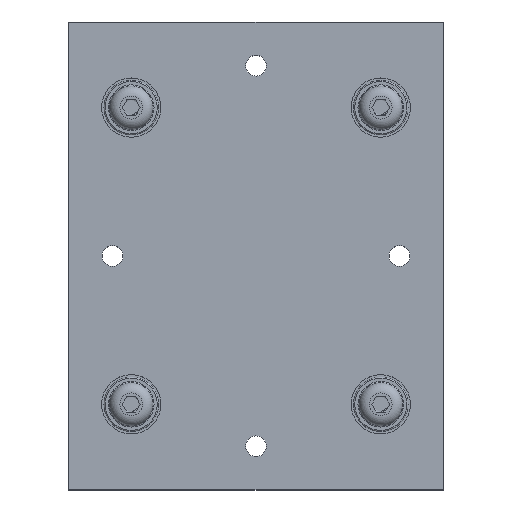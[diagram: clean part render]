
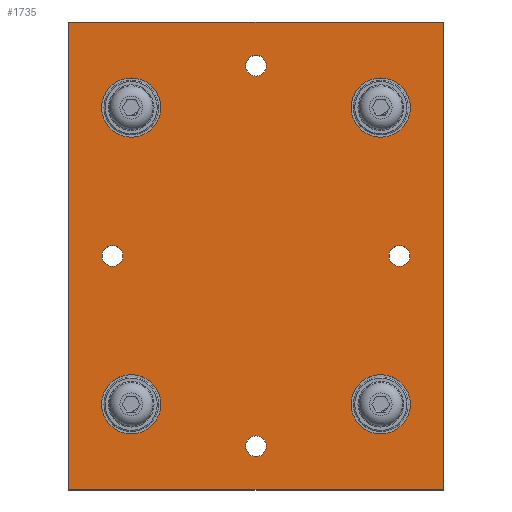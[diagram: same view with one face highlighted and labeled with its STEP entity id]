
A CAD part, top view. The second image highlights one B-rep face of the part: STEP entity #1735.
In plain terms, the highlighted planar face has unit normal (0, 0, 1).
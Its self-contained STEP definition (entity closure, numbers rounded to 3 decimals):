
#174=FACE_BOUND('',#400,.T.);
#175=FACE_BOUND('',#401,.T.);
#176=FACE_BOUND('',#402,.T.);
#177=FACE_BOUND('',#403,.T.);
#178=FACE_BOUND('',#404,.T.);
#179=FACE_BOUND('',#405,.T.);
#180=FACE_BOUND('',#406,.T.);
#181=FACE_BOUND('',#407,.T.);
#208=PLANE('',#1981);
#273=FACE_OUTER_BOUND('',#399,.T.);
#399=EDGE_LOOP('',(#1295,#1296,#1297,#1298));
#400=EDGE_LOOP('',(#1299));
#401=EDGE_LOOP('',(#1300));
#402=EDGE_LOOP('',(#1301));
#403=EDGE_LOOP('',(#1302));
#404=EDGE_LOOP('',(#1303));
#405=EDGE_LOOP('',(#1304));
#406=EDGE_LOOP('',(#1305));
#407=EDGE_LOOP('',(#1306));
#534=LINE('',#2857,#631);
#536=LINE('',#2861,#633);
#538=LINE('',#2865,#635);
#540=LINE('',#2868,#637);
#631=VECTOR('',#2284,10.);
#633=VECTOR('',#2288,10.);
#635=VECTOR('',#2292,10.);
#637=VECTOR('',#2296,10.);
#711=CIRCLE('',#1937,3.324);
#713=CIRCLE('',#1940,3.324);
#715=CIRCLE('',#1943,3.324);
#717=CIRCLE('',#1946,3.324);
#721=CIRCLE('',#1952,9.5);
#725=CIRCLE('',#1959,9.5);
#729=CIRCLE('',#1966,9.5);
#733=CIRCLE('',#1973,9.5);
#827=VERTEX_POINT('',#2769);
#829=VERTEX_POINT('',#2775);
#831=VERTEX_POINT('',#2781);
#833=VERTEX_POINT('',#2787);
#837=VERTEX_POINT('',#2798);
#841=VERTEX_POINT('',#2811);
#845=VERTEX_POINT('',#2824);
#849=VERTEX_POINT('',#2837);
#855=VERTEX_POINT('',#2854);
#856=VERTEX_POINT('',#2856);
#857=VERTEX_POINT('',#2860);
#858=VERTEX_POINT('',#2864);
#975=EDGE_CURVE('',#827,#827,#711,.T.);
#978=EDGE_CURVE('',#829,#829,#713,.T.);
#981=EDGE_CURVE('',#831,#831,#715,.T.);
#984=EDGE_CURVE('',#833,#833,#717,.T.);
#989=EDGE_CURVE('',#837,#837,#721,.T.);
#995=EDGE_CURVE('',#841,#841,#725,.T.);
#1001=EDGE_CURVE('',#845,#845,#729,.T.);
#1007=EDGE_CURVE('',#849,#849,#733,.T.);
#1016=EDGE_CURVE('',#856,#855,#534,.T.);
#1018=EDGE_CURVE('',#857,#856,#536,.T.);
#1020=EDGE_CURVE('',#858,#857,#538,.T.);
#1022=EDGE_CURVE('',#855,#858,#540,.T.);
#1295=ORIENTED_EDGE('',*,*,#1022,.T.);
#1296=ORIENTED_EDGE('',*,*,#1020,.T.);
#1297=ORIENTED_EDGE('',*,*,#1018,.T.);
#1298=ORIENTED_EDGE('',*,*,#1016,.T.);
#1299=ORIENTED_EDGE('',*,*,#975,.T.);
#1300=ORIENTED_EDGE('',*,*,#978,.T.);
#1301=ORIENTED_EDGE('',*,*,#981,.T.);
#1302=ORIENTED_EDGE('',*,*,#984,.T.);
#1303=ORIENTED_EDGE('',*,*,#989,.T.);
#1304=ORIENTED_EDGE('',*,*,#995,.T.);
#1305=ORIENTED_EDGE('',*,*,#1001,.T.);
#1306=ORIENTED_EDGE('',*,*,#1007,.T.);
#1735=ADVANCED_FACE('',(#273,#174,#175,#176,#177,#178,#179,#180,#181),#208,
 .T.);
#1937=AXIS2_PLACEMENT_3D('',#2770,#2185,#2186);
#1940=AXIS2_PLACEMENT_3D('',#2776,#2192,#2193);
#1943=AXIS2_PLACEMENT_3D('',#2782,#2199,#2200);
#1946=AXIS2_PLACEMENT_3D('',#2788,#2206,#2207);
#1952=AXIS2_PLACEMENT_3D('',#2799,#2219,#2220);
#1959=AXIS2_PLACEMENT_3D('',#2812,#2235,#2236);
#1966=AXIS2_PLACEMENT_3D('',#2825,#2251,#2252);
#1973=AXIS2_PLACEMENT_3D('',#2838,#2267,#2268);
#1981=AXIS2_PLACEMENT_3D('',#2869,#2297,#2298);
#2185=DIRECTION('center_axis',(0.,0.,-1.));
#2186=DIRECTION('ref_axis',(1.,0.,0.));
#2192=DIRECTION('center_axis',(0.,0.,-1.));
#2193=DIRECTION('ref_axis',(1.,0.,0.));
#2199=DIRECTION('center_axis',(0.,0.,-1.));
#2200=DIRECTION('ref_axis',(1.,0.,0.));
#2206=DIRECTION('center_axis',(0.,0.,-1.));
#2207=DIRECTION('ref_axis',(1.,0.,0.));
#2219=DIRECTION('center_axis',(0.,0.,-1.));
#2220=DIRECTION('ref_axis',(1.,0.,0.));
#2235=DIRECTION('center_axis',(0.,0.,-1.));
#2236=DIRECTION('ref_axis',(1.,0.,0.));
#2251=DIRECTION('center_axis',(0.,0.,-1.));
#2252=DIRECTION('ref_axis',(1.,0.,0.));
#2267=DIRECTION('center_axis',(0.,0.,-1.));
#2268=DIRECTION('ref_axis',(1.,0.,0.));
#2284=DIRECTION('',(0.,-1.,0.));
#2288=DIRECTION('',(-1.,0.,0.));
#2292=DIRECTION('',(0.,1.,0.));
#2296=DIRECTION('',(1.,0.,0.));
#2297=DIRECTION('center_axis',(0.,0.,1.));
#2298=DIRECTION('ref_axis',(1.,0.,0.));
#2769=CARTESIAN_POINT('',(42.677,0.,8.275));
#2770=CARTESIAN_POINT('Origin',(46.,0.,8.275));
#2775=CARTESIAN_POINT('',(-49.324,0.,8.275));
#2776=CARTESIAN_POINT('Origin',(-46.,0.,8.275));
#2781=CARTESIAN_POINT('',(-3.324,-61.,8.275));
#2782=CARTESIAN_POINT('Origin',(0.,-61.,8.275));
#2787=CARTESIAN_POINT('',(-3.324,61.,8.275));
#2788=CARTESIAN_POINT('Origin',(0.,61.,8.275));
#2798=CARTESIAN_POINT('',(30.5,47.55,8.275));
#2799=CARTESIAN_POINT('Origin',(40.,47.55,8.275));
#2811=CARTESIAN_POINT('',(-49.5,-47.55,8.275));
#2812=CARTESIAN_POINT('Origin',(-40.,-47.55,8.275));
#2824=CARTESIAN_POINT('',(-49.5,47.55,8.275));
#2825=CARTESIAN_POINT('Origin',(-40.,47.55,8.275));
#2837=CARTESIAN_POINT('',(30.5,-47.55,8.275));
#2838=CARTESIAN_POINT('Origin',(40.,-47.55,8.275));
#2854=CARTESIAN_POINT('',(-60.,-75.,8.275));
#2856=CARTESIAN_POINT('',(-60.,75.,8.275));
#2857=CARTESIAN_POINT('',(-60.,-75.,8.275));
#2860=CARTESIAN_POINT('',(60.,75.,8.275));
#2861=CARTESIAN_POINT('',(-60.,75.,8.275));
#2864=CARTESIAN_POINT('',(60.,-75.,8.275));
#2865=CARTESIAN_POINT('',(60.,75.,8.275));
#2868=CARTESIAN_POINT('',(60.,-75.,8.275));
#2869=CARTESIAN_POINT('Origin',(0.,0.,8.275));
